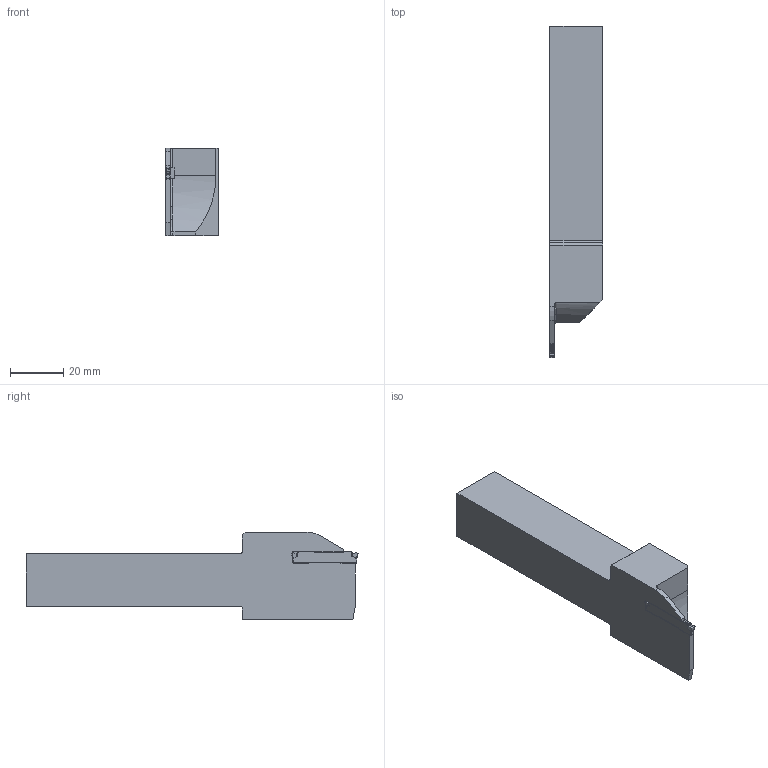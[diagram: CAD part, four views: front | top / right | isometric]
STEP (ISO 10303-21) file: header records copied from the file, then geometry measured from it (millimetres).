
FILE_DESCRIPTION(/* description */ (''),/* implementation_level */ '2;1');
FILE_NAME(/* name */ 'GL2-A2020KFL-20-80_sim.stp',/* time_stamp */ '2021-08-26T05:44:27+02:00',/* author */ (''),/* organization */ (''),/* preprocessor_version */ 'ST-DEVELOPER v16.7',/* originating_system */ 'SIEMENS PLM Software NX 12.0',/* authorisation */ '');
FILE_SCHEMA (('AUTOMOTIVE_DESIGN { 1 0 10303 214 3 1 1 1 }'));
Length unit declared in the file: millimetre
Products named in the file (1): hc72085C3D69fh93
Bounding box: 20.05 x 125.03 x 33 mm (x, y, z)
Volume: 47512 mm3; surface area: 13100.3 mm2
Topology: 2 solids, 5 shells, 269 faces, 672 edges, 406 vertices
Faces by surface type: bspline 119, cylinder 74, plane 58, cone 7, extrusion 6, sphere 4, torus 1
Full cylindrical faces by diameter (mm): 1 x1, 2.5 x1, 5 x1
Entity records: 9882 total; most frequent: CARTESIAN_POINT 4593, ORIENTED_EDGE 1292, DIRECTION 796, EDGE_CURVE 646, VERTEX_POINT 398, AXIS2_PLACEMENT_3D 293, EDGE_LOOP 277, ADVANCED_FACE 269
